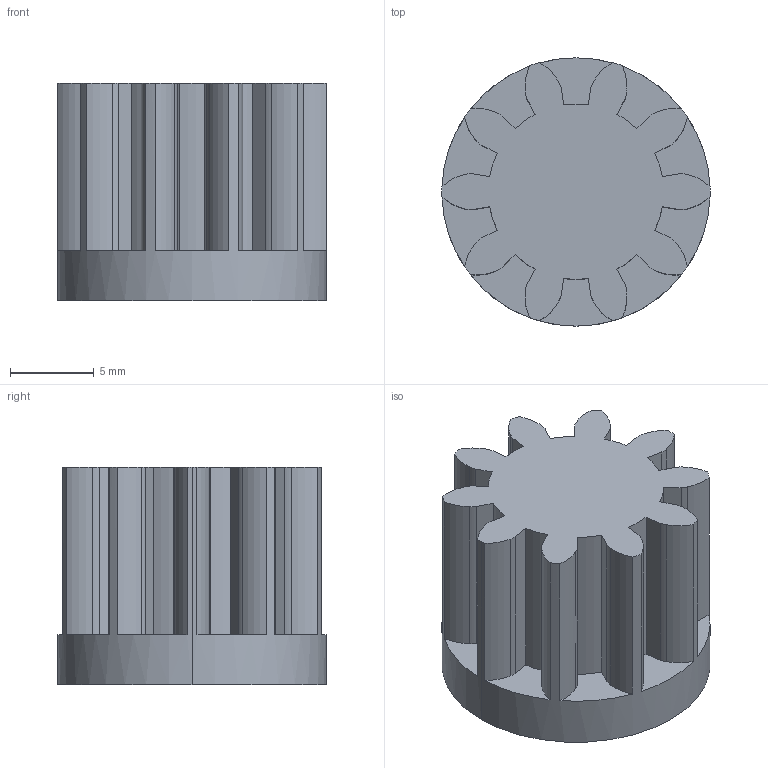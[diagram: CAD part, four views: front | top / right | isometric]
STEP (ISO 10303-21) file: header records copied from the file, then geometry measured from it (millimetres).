
FILE_DESCRIPTION (( 'STEP AP214' ), '1' );
FILE_NAME ('BDT_I_P_06_v01.STEP', '2021-01-11T13:13:30', ( '' ), ( '' ), 'SwSTEP 2.0', 'SolidWorks 2017', '' );
FILE_SCHEMA (( 'AUTOMOTIVE_DESIGN' ));
Length unit declared in the file: millimetre
Products named in the file (1): BDT_I_P_06_v01
Bounding box: 16 x 16 x 13 mm (x, y, z)
Volume: 1953.5 mm3; surface area: 1374.8 mm2
Topology: 1 solids, 1 shells, 86 faces, 252 edges, 168 vertices
Faces by surface type: cylinder 54, plane 32
Entity records: 2958 total; most frequent: DIRECTION 554, CARTESIAN_POINT 507, ORIENTED_EDGE 504, EDGE_CURVE 252, AXIS2_PLACEMENT_3D 215, VERTEX_POINT 168, CIRCLE 128, VECTOR 124
